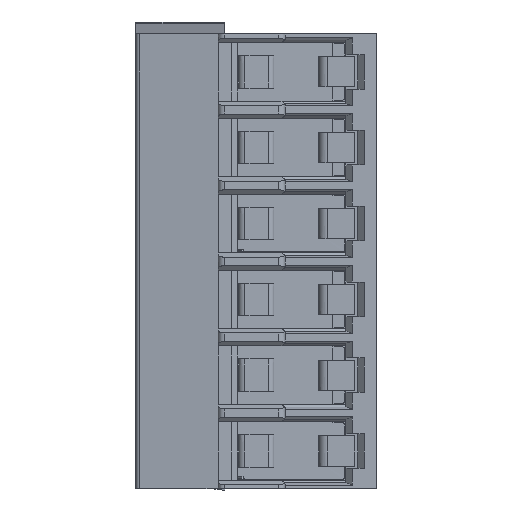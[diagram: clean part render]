
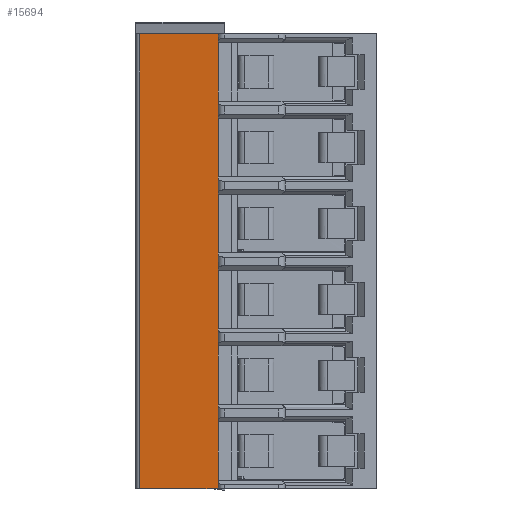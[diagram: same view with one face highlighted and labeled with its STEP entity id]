
A CAD part, left-side view. The second image highlights one B-rep face of the part: STEP entity #15694.
In plain terms, the highlighted free-form (B-spline) face has degree [1, 1] with [2, 2] control points.
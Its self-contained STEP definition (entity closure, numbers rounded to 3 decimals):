
#1439=CARTESIAN_POINT('',(353.664,108.324,-21.));
#1440=VERTEX_POINT('',#1439);
#1446=CARTESIAN_POINT('',(354.141,111.95,-21.));
#1447=VERTEX_POINT('',#1446);
#1448=CARTESIAN_POINT('',(354.141,111.95,-21.));
#1449=CARTESIAN_POINT('',(353.664,108.324,-21.));
#1450=B_SPLINE_CURVE_WITH_KNOTS('',1,(#1448,#1449),.POLYLINE_FORM.,.F.,.U.,(2,2),(0.,1.),.UNSPECIFIED.);
#1451=EDGE_CURVE('',#1447,#1440,#1450,.T.);
#15667=CARTESIAN_POINT('',(353.177,104.625,-21.309));
#15668=CARTESIAN_POINT('',(354.627,115.649,-21.309));
#15669=CARTESIAN_POINT('',(353.177,104.625,0.309));
#15670=CARTESIAN_POINT('',(354.627,115.649,0.309));
#15671=B_SPLINE_SURFACE_WITH_KNOTS('',1,1,((#15667,#15668),(#15669,#15670)),.PLANE_SURF.,.F.,.F.,.U.,(2,2),(2,2),(0.,1.),(0.,1.),.UNSPECIFIED.);
#15672=CARTESIAN_POINT('',(354.141,111.95,0.));
#15673=VERTEX_POINT('',#15672);
#15674=CARTESIAN_POINT('',(353.664,108.324,0.));
#15675=VERTEX_POINT('',#15674);
#15676=CARTESIAN_POINT('',(354.141,111.95,0.));
#15677=CARTESIAN_POINT('',(353.664,108.324,0.));
#15678=B_SPLINE_CURVE_WITH_KNOTS('',1,(#15676,#15677),.POLYLINE_FORM.,.F.,.U.,(2,2),(0.,1.),.UNSPECIFIED.);
#15679=EDGE_CURVE('',#15673,#15675,#15678,.T.);
#15680=ORIENTED_EDGE('',*,*,#15679,.F.);
#15681=CARTESIAN_POINT('',(354.141,111.95,0.));
#15682=CARTESIAN_POINT('',(354.141,111.95,-21.));
#15683=B_SPLINE_CURVE_WITH_KNOTS('',1,(#15681,#15682),.POLYLINE_FORM.,.F.,.U.,(2,2),(0.,1.),.UNSPECIFIED.);
#15684=EDGE_CURVE('',#15673,#1447,#15683,.T.);
#15685=ORIENTED_EDGE('',*,*,#15684,.T.);
#15686=ORIENTED_EDGE('',*,*,#1451,.T.);
#15687=CARTESIAN_POINT('',(353.664,108.324,0.));
#15688=CARTESIAN_POINT('',(353.664,108.324,-21.));
#15689=B_SPLINE_CURVE_WITH_KNOTS('',1,(#15687,#15688),.POLYLINE_FORM.,.F.,.U.,(2,2),(0.,1.),.UNSPECIFIED.);
#15690=EDGE_CURVE('',#15675,#1440,#15689,.T.);
#15691=ORIENTED_EDGE('',*,*,#15690,.F.);
#15692=EDGE_LOOP('',(#15680,#15685,#15686,#15691));
#15693=FACE_OUTER_BOUND('',#15692,.T.);
#15694=ADVANCED_FACE('',(#15693),#15671,.T.);
